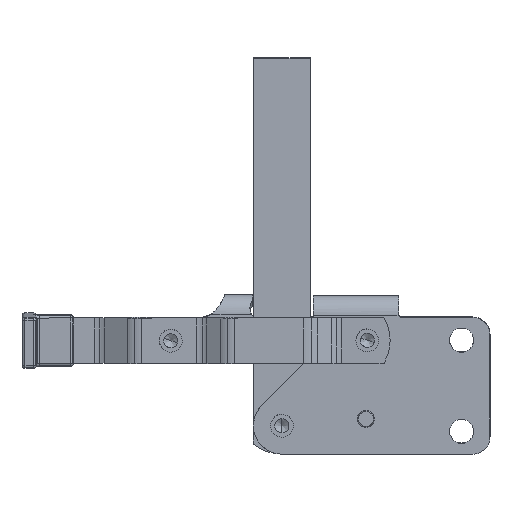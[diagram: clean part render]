
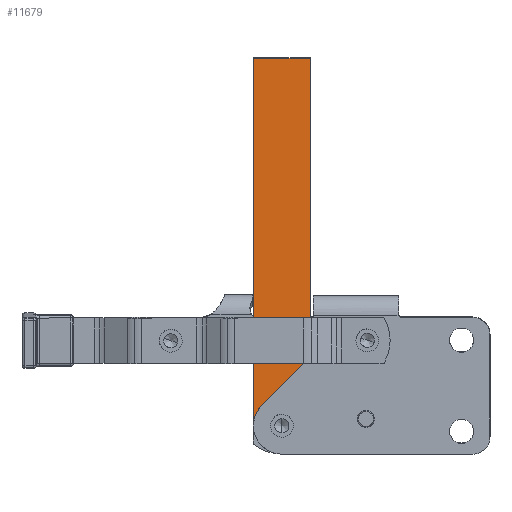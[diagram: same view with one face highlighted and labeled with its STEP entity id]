
A CAD part, left-side view. The second image highlights one B-rep face of the part: STEP entity #11679.
In plain terms, the highlighted planar face has unit normal (-1, 0, -0.013).
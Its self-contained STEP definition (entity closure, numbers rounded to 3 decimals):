
#6195=CARTESIAN_POINT('',(-103.781,-24.549,-176.644));
#6196=VERTEX_POINT('',#6195);
#6212=CARTESIAN_POINT('',(-103.752,-18.886,-178.971));
#6213=VERTEX_POINT('',#6212);
#6220=CARTESIAN_POINT('',(-103.852,-18.908,-170.972));
#6221=DIRECTION('',(1.,0.,0.013));
#6222=DIRECTION('',(0.009,-0.705,-0.709));
#6223=AXIS2_PLACEMENT_3D('',#6220,#6221,#6222);
#6224=CIRCLE('',#6223,8.0);
#6225=EDGE_CURVE('',#6196,#6213,#6224,.T.);
#11160=CARTESIAN_POINT('',(-103.953,-10.68,-162.95));
#11161=VERTEX_POINT('',#11160);
#11168=CARTESIAN_POINT('',(-103.96,-8.908,-162.364));
#11169=VERTEX_POINT('',#11168);
#11170=CARTESIAN_POINT('',(-103.99,-10.688,-159.95));
#11171=DIRECTION('',(-1.,0.,-0.013));
#11172=DIRECTION('',(0.013,0.003,-1.));
#11173=AXIS2_PLACEMENT_3D('',#11170,#11171,#11172);
#11174=CIRCLE('',#11173,3.0);
#11175=EDGE_CURVE('',#11169,#11161,#11174,.T.);
#11289=CARTESIAN_POINT('',(-103.952,-18.93,-162.972));
#11290=VERTEX_POINT('',#11289);
#11291=CARTESIAN_POINT('',(-103.852,-18.908,-170.972));
#11292=DIRECTION('',(1.,0.,0.013));
#11293=DIRECTION('',(0.009,-0.705,-0.709));
#11294=AXIS2_PLACEMENT_3D('',#11291,#11292,#11293);
#11295=CIRCLE('',#11294,8.0);
#11296=EDGE_CURVE('',#11290,#6196,#11295,.T.);
#11331=CARTESIAN_POINT('',(-103.753,-8.908,-178.944));
#11332=VERTEX_POINT('',#11331);
#11339=CARTESIAN_POINT('',(-103.752,-18.886,-178.971));
#11340=DIRECTION('',(0.,1.,0.003));
#11341=VECTOR('',#11340,9.978);
#11342=LINE('',#11339,#11341);
#11343=EDGE_CURVE('',#6213,#11332,#11342,.T.);
#11401=CARTESIAN_POINT('',(-103.953,-10.68,-162.95));
#11402=DIRECTION('',(0.,-1.,-0.003));
#11403=VECTOR('',#11402,8.25);
#11404=LINE('',#11401,#11403);
#11405=EDGE_CURVE('',#11161,#11290,#11404,.T.);
#11611=CARTESIAN_POINT('',(-104.224,-18.908,-141.224));
#11612=DIRECTION('',(1.,0.,0.013));
#11613=DIRECTION('',(0.013,0.,-1.));
#11614=AXIS2_PLACEMENT_3D('',#11611,#11612,#11613);
#11615=PLANE('',#11614);
#11616=ORIENTED_EDGE('',*,*,#11175,.T.);
#11617=ORIENTED_EDGE('',*,*,#11405,.T.);
#11618=ORIENTED_EDGE('',*,*,#11296,.T.);
#11619=ORIENTED_EDGE('',*,*,#6225,.T.);
#11620=ORIENTED_EDGE('',*,*,#11343,.T.);
#11621=CARTESIAN_POINT('',(-103.48,-8.908,-200.719));
#11622=VERTEX_POINT('',#11621);
#11623=CARTESIAN_POINT('',(-103.48,-8.908,-200.719));
#11624=DIRECTION('',(-0.013,0.,1.));
#11625=VECTOR('',#11624,21.777);
#11626=LINE('',#11623,#11625);
#11627=EDGE_CURVE('',#11622,#11332,#11626,.T.);
#11628=ORIENTED_EDGE('',*,*,#11627,.F.);
#11629=CARTESIAN_POINT('',(-103.569,-11.837,-193.649));
#11630=VERTEX_POINT('',#11629);
#11631=CARTESIAN_POINT('',(-103.48,-18.908,-200.719));
#11632=DIRECTION('',(1.,0.,0.013));
#11633=DIRECTION('',(-0.009,0.707,0.707));
#11634=AXIS2_PLACEMENT_3D('',#11631,#11632,#11633);
#11635=CIRCLE('',#11634,10.);
#11636=EDGE_CURVE('',#11622,#11630,#11635,.T.);
#11637=ORIENTED_EDGE('',*,*,#11636,.T.);
#11638=CARTESIAN_POINT('',(-103.759,-27.029,-178.458));
#11639=VERTEX_POINT('',#11638);
#11640=CARTESIAN_POINT('',(-103.569,-11.837,-193.649));
#11641=DIRECTION('',(-0.009,-0.707,0.707));
#11642=VECTOR('',#11641,21.485);
#11643=LINE('',#11640,#11642);
#11644=EDGE_CURVE('',#11630,#11639,#11643,.T.);
#11645=ORIENTED_EDGE('',*,*,#11644,.T.);
#11646=CARTESIAN_POINT('',(-103.791,-28.908,-175.848));
#11647=VERTEX_POINT('',#11646);
#11648=CARTESIAN_POINT('',(-103.847,-19.958,-171.387));
#11649=DIRECTION('',(1.,0.,0.013));
#11650=DIRECTION('',(0.005,-0.924,-0.383));
#11651=AXIS2_PLACEMENT_3D('',#11648,#11649,#11650);
#11652=CIRCLE('',#11651,10.0);
#11653=EDGE_CURVE('',#11647,#11639,#11652,.T.);
#11654=ORIENTED_EDGE('',*,*,#11653,.F.);
#11655=CARTESIAN_POINT('',(-105.093,-28.908,-71.73));
#11656=VERTEX_POINT('',#11655);
#11657=CARTESIAN_POINT('',(-105.093,-28.908,-71.73));
#11658=DIRECTION('',(0.013,0.,-1.));
#11659=VECTOR('',#11658,104.126);
#11660=LINE('',#11657,#11659);
#11661=EDGE_CURVE('',#11656,#11647,#11660,.T.);
#11662=ORIENTED_EDGE('',*,*,#11661,.F.);
#11663=CARTESIAN_POINT('',(-105.093,-8.908,-71.73));
#11664=VERTEX_POINT('',#11663);
#11665=CARTESIAN_POINT('',(-105.093,-8.908,-71.73));
#11666=DIRECTION('',(0.0,-1.0,0.0));
#11667=VECTOR('',#11666,20.0);
#11668=LINE('',#11665,#11667);
#11669=EDGE_CURVE('',#11664,#11656,#11668,.T.);
#11670=ORIENTED_EDGE('',*,*,#11669,.F.);
#11671=CARTESIAN_POINT('',(-103.96,-8.908,-162.364));
#11672=DIRECTION('',(-0.013,0.,1.));
#11673=VECTOR('',#11672,90.642);
#11674=LINE('',#11671,#11673);
#11675=EDGE_CURVE('',#11169,#11664,#11674,.T.);
#11676=ORIENTED_EDGE('',*,*,#11675,.F.);
#11677=EDGE_LOOP('',(#11616,#11617,#11618,#11619,#11620,#11628,#11637,#11645,#11654,#11662,#11670,#11676));
#11678=FACE_OUTER_BOUND('',#11677,.T.);
#11679=ADVANCED_FACE('',(#11678),#11615,.F.);
